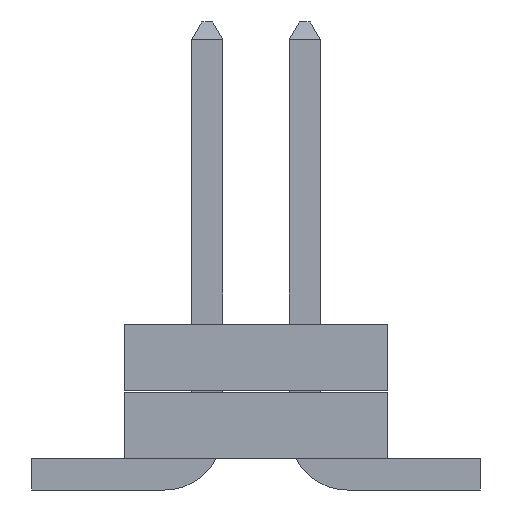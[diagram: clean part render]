
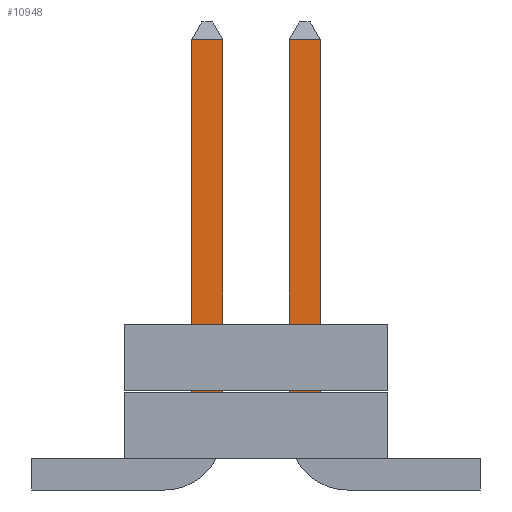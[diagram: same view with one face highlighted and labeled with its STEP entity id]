
A CAD part, left-side view. The second image highlights one B-rep face of the part: STEP entity #10948.
In plain terms, the highlighted planar face has unit normal (-1, 0, 0).
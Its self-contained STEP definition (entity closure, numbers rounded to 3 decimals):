
#221 = VERTEX_POINT('',#222);
#222 = CARTESIAN_POINT('',(-22.428,5.461,0.838));
#1623 = VERTEX_POINT('',#1624);
#1624 = CARTESIAN_POINT('',(-22.428,5.461,-0.838));
#4106 = VERTEX_POINT('',#4107);
#4107 = CARTESIAN_POINT('',(-22.428,5.461,-0.432));
#5193 = VERTEX_POINT('',#5194);
#5194 = CARTESIAN_POINT('',(-22.428,5.461,0.432));
#7409 = EDGE_CURVE('',#221,#7410,#7412,.T.);
#7410 = VERTEX_POINT('',#7411);
#7411 = CARTESIAN_POINT('',(-22.428,0.301,0.838));
#7412 = LINE('',#7413,#7414);
#7413 = CARTESIAN_POINT('',(-22.428,5.461,0.838));
#7414 = VECTOR('',#7415,1.);
#7415 = DIRECTION('',(0.,-1.,0.));
#8245 = EDGE_CURVE('',#7410,#8246,#8248,.T.);
#8246 = VERTEX_POINT('',#8247);
#8247 = CARTESIAN_POINT('',(-22.428,0.301,-0.838));
#8248 = LINE('',#8249,#8250);
#8249 = CARTESIAN_POINT('',(-22.428,0.301,0.838));
#8250 = VECTOR('',#8251,1.);
#8251 = DIRECTION('',(0.,0.,-1.));
#9088 = EDGE_CURVE('',#8246,#1623,#9089,.T.);
#9089 = LINE('',#9090,#9091);
#9090 = CARTESIAN_POINT('',(-22.428,0.301,-0.838));
#9091 = VECTOR('',#9092,1.);
#9092 = DIRECTION('',(0.,1.,0.));
#9205 = EDGE_CURVE('',#4106,#9206,#9208,.T.);
#9206 = VERTEX_POINT('',#9207);
#9207 = CARTESIAN_POINT('',(-22.428,0.555,-0.432));
#9208 = LINE('',#9209,#9210);
#9209 = CARTESIAN_POINT('',(-22.428,5.461,-0.432));
#9210 = VECTOR('',#9211,1.);
#9211 = DIRECTION('',(0.,-1.,0.));
#10041 = EDGE_CURVE('',#9206,#10042,#10044,.T.);
#10042 = VERTEX_POINT('',#10043);
#10043 = CARTESIAN_POINT('',(-22.428,0.555,0.432));
#10044 = LINE('',#10045,#10046);
#10045 = CARTESIAN_POINT('',(-22.428,0.555,-0.432));
#10046 = VECTOR('',#10047,1.);
#10047 = DIRECTION('',(0.,0.,1.));
#10884 = EDGE_CURVE('',#10042,#5193,#10885,.T.);
#10885 = LINE('',#10886,#10887);
#10886 = CARTESIAN_POINT('',(-22.428,0.555,0.432));
#10887 = VECTOR('',#10888,1.);
#10888 = DIRECTION('',(0.,1.,0.));
#10948 = ADVANCED_FACE('',(#10949),#10969,.F.);
#10949 = FACE_BOUND('',#10950,.T.);
#10950 = EDGE_LOOP('',(#10951,#10952,#10953,#10959,#10960,#10961,#10962,
    #10968));
#10951 = ORIENTED_EDGE('',*,*,#8245,.F.);
#10952 = ORIENTED_EDGE('',*,*,#7409,.F.);
#10953 = ORIENTED_EDGE('',*,*,#10954,.T.);
#10954 = EDGE_CURVE('',#221,#5193,#10955,.T.);
#10955 = LINE('',#10956,#10957);
#10956 = CARTESIAN_POINT('',(-22.428,5.461,0.));
#10957 = VECTOR('',#10958,1.);
#10958 = DIRECTION('',(0.,0.,-1.));
#10959 = ORIENTED_EDGE('',*,*,#10884,.F.);
#10960 = ORIENTED_EDGE('',*,*,#10041,.F.);
#10961 = ORIENTED_EDGE('',*,*,#9205,.F.);
#10962 = ORIENTED_EDGE('',*,*,#10963,.T.);
#10963 = EDGE_CURVE('',#4106,#1623,#10964,.T.);
#10964 = LINE('',#10965,#10966);
#10965 = CARTESIAN_POINT('',(-22.428,5.461,0.));
#10966 = VECTOR('',#10967,1.);
#10967 = DIRECTION('',(0.,0.,-1.));
#10968 = ORIENTED_EDGE('',*,*,#9088,.F.);
#10969 = PLANE('',#10970);
#10970 = AXIS2_PLACEMENT_3D('',#10971,#10972,#10973);
#10971 = CARTESIAN_POINT('',(-22.428,0.,0.));
#10972 = DIRECTION('',(1.,0.,0.));
#10973 = DIRECTION('',(0.,0.,-1.));
